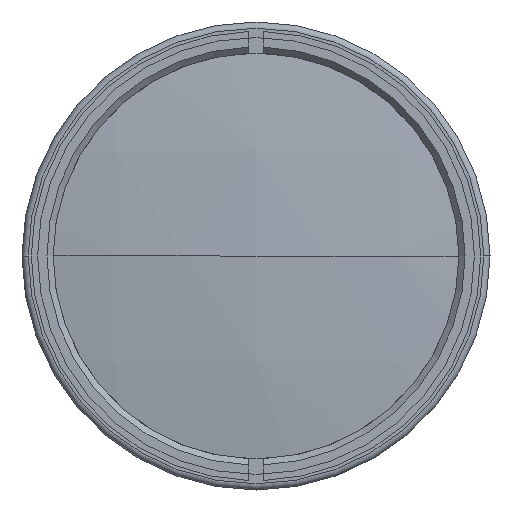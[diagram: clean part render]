
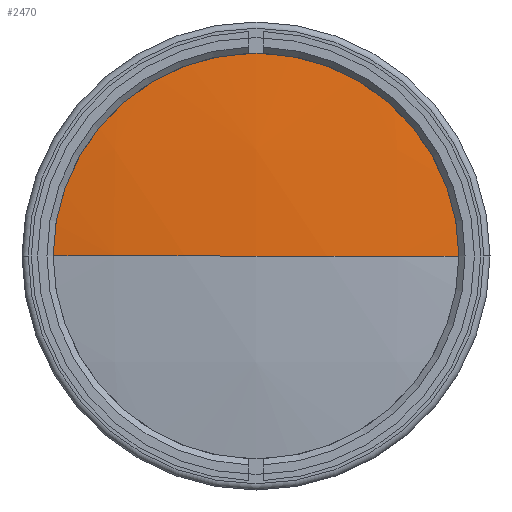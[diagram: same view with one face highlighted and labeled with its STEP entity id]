
A CAD part, left-side view. The second image highlights one B-rep face of the part: STEP entity #2470.
In plain terms, the highlighted spherical face has radius 252 mm.
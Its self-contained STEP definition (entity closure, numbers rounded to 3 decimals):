
#91 = AXIS2_PLACEMENT_3D ( 'NONE', #3171, #1702, #537 ) ;
#230 = SPHERICAL_SURFACE ( 'NONE', #509, 252. ) ;
#320 = AXIS2_PLACEMENT_3D ( 'NONE', #1349, #2532, #1133 ) ;
#509 = AXIS2_PLACEMENT_3D ( 'NONE', #1735, #1988, #3194 ) ;
#537 = DIRECTION ( 'NONE',  ( 0., -1., 0. ) ) ;
#538 = DIRECTION ( 'NONE',  ( 0., 0., -1. ) ) ;
#1034 = EDGE_CURVE ( 'NONE', #3575, #2205, #1431, .T. ) ;
#1133 = DIRECTION ( 'NONE',  ( 0., 1., 0. ) ) ;
#1137 = DIRECTION ( 'NONE',  ( -1., 0., 0. ) ) ;
#1349 = CARTESIAN_POINT ( 'NONE',  ( 106.507, 0., 0. ) ) ;
#1431 = CIRCLE ( 'NONE', #320, 252. ) ;
#1518 = EDGE_CURVE ( 'NONE', #3575, #3367, #2936, .T. ) ;
#1702 = DIRECTION ( 'NONE',  ( 0., 0., 1. ) ) ;
#1704 = CARTESIAN_POINT ( 'NONE',  ( -143.189, 0., 0. ) ) ;
#1735 = CARTESIAN_POINT ( 'NONE',  ( 106.507, 0., 0. ) ) ;
#1988 = DIRECTION ( 'NONE',  ( 0., 0., 1. ) ) ;
#2175 = EDGE_LOOP ( 'NONE', ( #2539, #3593, #2742 ) ) ;
#2205 = VERTEX_POINT ( 'NONE', #3398 ) ;
#2470 = ADVANCED_FACE ( 'NONE', ( #2891 ), #230, .T. ) ;
#2532 = DIRECTION ( 'NONE',  ( 0., 0., -1. ) ) ;
#2539 = ORIENTED_EDGE ( 'NONE', *, *, #1518, .T. ) ;
#2742 = ORIENTED_EDGE ( 'NONE', *, *, #1034, .F. ) ;
#2802 = AXIS2_PLACEMENT_3D ( 'NONE', #1704, #1137, #538 ) ;
#2816 = CARTESIAN_POINT ( 'NONE',  ( -143.189, 34., 0. ) ) ;
#2891 = FACE_OUTER_BOUND ( 'NONE', #2175, .T. ) ;
#2936 = CIRCLE ( 'NONE', #2802, 34. ) ;
#3171 = CARTESIAN_POINT ( 'NONE',  ( 106.507, 0., 0. ) ) ;
#3194 = DIRECTION ( 'NONE',  ( 0., -1., 0. ) ) ;
#3261 = CARTESIAN_POINT ( 'NONE',  ( -143.189, -34., 0. ) ) ;
#3367 = VERTEX_POINT ( 'NONE', #2816 ) ;
#3398 = CARTESIAN_POINT ( 'NONE',  ( -145.493, 0., 0. ) ) ;
#3575 = VERTEX_POINT ( 'NONE', #3261 ) ;
#3593 = ORIENTED_EDGE ( 'NONE', *, *, #3851, .T. ) ;
#3846 = CIRCLE ( 'NONE', #91, 252. ) ;
#3851 = EDGE_CURVE ( 'NONE', #3367, #2205, #3846, .T. ) ;
